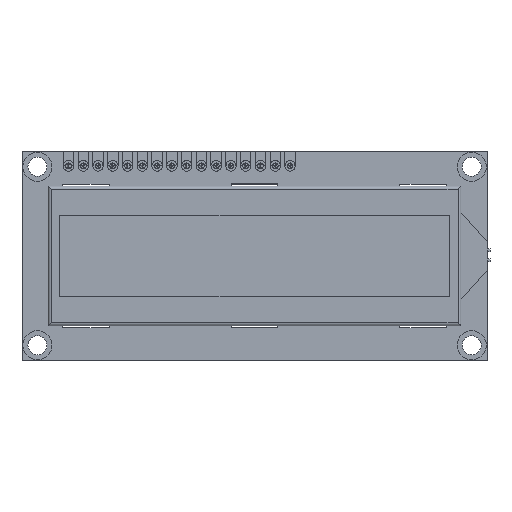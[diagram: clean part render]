
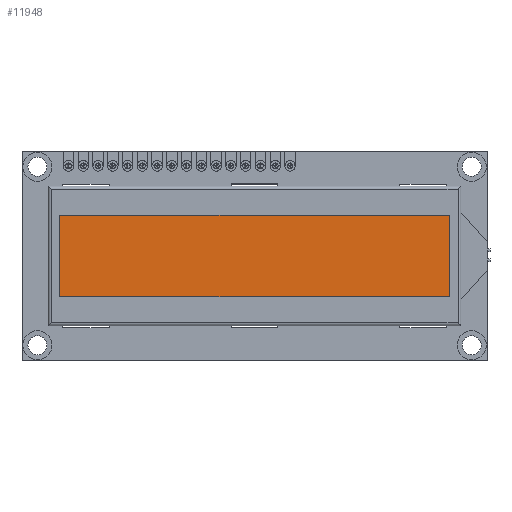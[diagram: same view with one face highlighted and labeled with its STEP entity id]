
A CAD part, top view. The second image highlights one B-rep face of the part: STEP entity #11948.
In plain terms, the highlighted planar face has unit normal (0, 0, 1).
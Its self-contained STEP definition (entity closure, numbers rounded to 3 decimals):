
#11856 = EDGE_CURVE('',#11857,#11859,#11861,.T.);
#11857 = VERTEX_POINT('',#11858);
#11858 = CARTESIAN_POINT('',(6.5,25.,8.15));
#11859 = VERTEX_POINT('',#11860);
#11860 = CARTESIAN_POINT('',(73.5,25.,8.15));
#11861 = LINE('',#11862,#11863);
#11862 = CARTESIAN_POINT('',(6.5,25.,8.15));
#11863 = VECTOR('',#11864,1.);
#11864 = DIRECTION('',(1.,0.,0.));
#11888 = VERTEX_POINT('',#11889);
#11889 = CARTESIAN_POINT('',(6.5,11.,8.15));
#11895 = EDGE_CURVE('',#11888,#11857,#11896,.T.);
#11896 = LINE('',#11897,#11898);
#11897 = CARTESIAN_POINT('',(6.5,11.,8.15));
#11898 = VECTOR('',#11899,1.);
#11899 = DIRECTION('',(0.,1.,0.));
#11911 = EDGE_CURVE('',#11888,#11912,#11914,.T.);
#11912 = VERTEX_POINT('',#11913);
#11913 = CARTESIAN_POINT('',(73.5,11.,8.15));
#11914 = LINE('',#11915,#11916);
#11915 = CARTESIAN_POINT('',(6.5,11.,8.15));
#11916 = VECTOR('',#11917,1.);
#11917 = DIRECTION('',(1.,0.,0.));
#11936 = EDGE_CURVE('',#11912,#11859,#11937,.T.);
#11937 = LINE('',#11938,#11939);
#11938 = CARTESIAN_POINT('',(73.5,11.,8.15));
#11939 = VECTOR('',#11940,1.);
#11940 = DIRECTION('',(0.,1.,0.));
#11948 = ADVANCED_FACE('',(#11949),#11955,.T.);
#11949 = FACE_BOUND('',#11950,.T.);
#11950 = EDGE_LOOP('',(#11951,#11952,#11953,#11954));
#11951 = ORIENTED_EDGE('',*,*,#11895,.F.);
#11952 = ORIENTED_EDGE('',*,*,#11911,.T.);
#11953 = ORIENTED_EDGE('',*,*,#11936,.T.);
#11954 = ORIENTED_EDGE('',*,*,#11856,.F.);
#11955 = PLANE('',#11956);
#11956 = AXIS2_PLACEMENT_3D('',#11957,#11958,#11959);
#11957 = CARTESIAN_POINT('',(6.5,11.,8.15));
#11958 = DIRECTION('',(0.,0.,1.));
#11959 = DIRECTION('',(1.,0.,0.));
